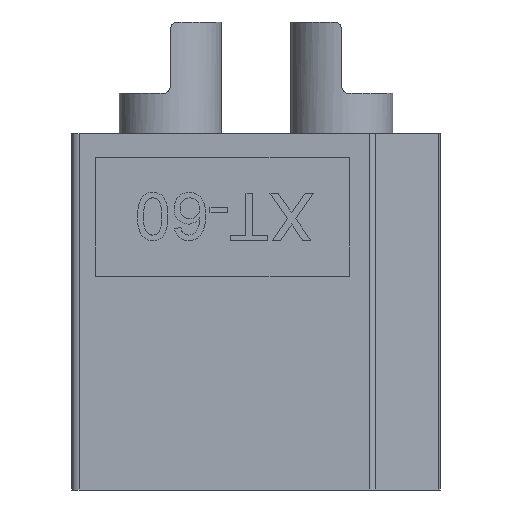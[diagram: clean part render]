
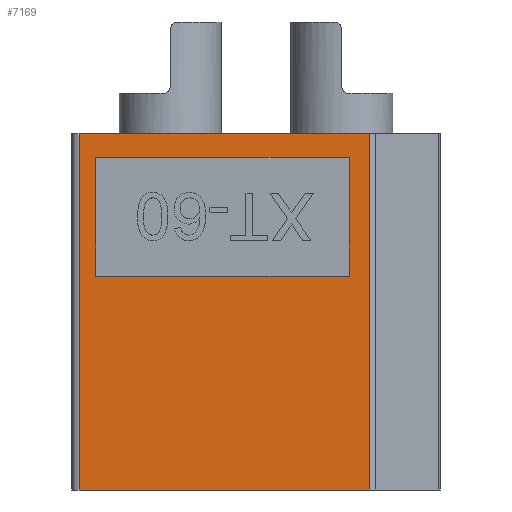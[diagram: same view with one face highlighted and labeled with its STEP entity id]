
A CAD part, front view. The second image highlights one B-rep face of the part: STEP entity #7169.
In plain terms, the highlighted planar face has unit normal (0, -1, 0).
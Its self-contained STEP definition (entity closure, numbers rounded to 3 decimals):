
#69 = LINE ( 'NONE', #3328, #1871 ) ;
#82 = DIRECTION ( 'NONE',  ( 1., 0., 0. ) ) ;
#128 = ORIENTED_EDGE ( 'NONE', *, *, #9393, .T. ) ;
#271 = ORIENTED_EDGE ( 'NONE', *, *, #2941, .T. ) ;
#474 = VERTEX_POINT ( 'NONE', #3426 ) ;
#713 = DIRECTION ( 'NONE',  ( 0., 0., -1. ) ) ;
#766 = CARTESIAN_POINT ( 'NONE',  ( 3.922, -4.05, 14. ) ) ;
#885 = CARTESIAN_POINT ( 'NONE',  ( 0., -4.05, 15. ) ) ;
#910 = EDGE_LOOP ( 'NONE', ( #1433, #9046, #271, #5528 ) ) ;
#1183 = FACE_OUTER_BOUND ( 'NONE', #910, .T. ) ;
#1315 = VECTOR ( 'NONE', #4034, 1000. ) ;
#1433 = ORIENTED_EDGE ( 'NONE', *, *, #1685, .F. ) ;
#1455 = EDGE_CURVE ( 'NONE', #3057, #9225, #3075, .T. ) ;
#1685 = EDGE_CURVE ( 'NONE', #3512, #474, #9052, .T. ) ;
#1770 = ORIENTED_EDGE ( 'NONE', *, *, #5494, .T. ) ;
#1871 = VECTOR ( 'NONE', #5662, 1000. ) ;
#1937 = AXIS2_PLACEMENT_3D ( 'NONE', #7837, #3537, #6827 ) ;
#2026 = LINE ( 'NONE', #2628, #7531 ) ;
#2256 = EDGE_CURVE ( 'NONE', #3512, #8040, #10424, .T. ) ;
#2628 = CARTESIAN_POINT ( 'NONE',  ( -6.75, -4.05, 9. ) ) ;
#2663 = VECTOR ( 'NONE', #713, 1000. ) ;
#2762 = CARTESIAN_POINT ( 'NONE',  ( -6.75, -4.05, 14. ) ) ;
#2941 = EDGE_CURVE ( 'NONE', #8040, #10312, #6757, .T. ) ;
#2993 = CARTESIAN_POINT ( 'NONE',  ( 4.797, -4.05, 15. ) ) ;
#3057 = VERTEX_POINT ( 'NONE', #2762 ) ;
#3075 = LINE ( 'NONE', #8679, #1315 ) ;
#3077 = CARTESIAN_POINT ( 'NONE',  ( -7.45, -4.05, 15. ) ) ;
#3191 = CARTESIAN_POINT ( 'NONE',  ( -6.75, -4.05, 9. ) ) ;
#3248 = CARTESIAN_POINT ( 'NONE',  ( -7.45, -4.05, 15. ) ) ;
#3255 = ORIENTED_EDGE ( 'NONE', *, *, #1455, .T. ) ;
#3328 = CARTESIAN_POINT ( 'NONE',  ( -6.75, -4.05, 14. ) ) ;
#3346 = CARTESIAN_POINT ( 'NONE',  ( 0., -4.05, 0. ) ) ;
#3426 = CARTESIAN_POINT ( 'NONE',  ( 4.797, -4.05, 15. ) ) ;
#3459 = DIRECTION ( 'NONE',  ( 0., 0., -1. ) ) ;
#3504 = VECTOR ( 'NONE', #7565, 1000. ) ;
#3512 = VERTEX_POINT ( 'NONE', #3248 ) ;
#3537 = DIRECTION ( 'NONE',  ( 0., 1., 0. ) ) ;
#3854 = EDGE_LOOP ( 'NONE', ( #4707, #3255, #1770, #128 ) ) ;
#4034 = DIRECTION ( 'NONE',  ( 1., 0., 0. ) ) ;
#4483 = CARTESIAN_POINT ( 'NONE',  ( 4.797, -4.05, 0. ) ) ;
#4707 = ORIENTED_EDGE ( 'NONE', *, *, #9207, .T. ) ;
#5364 = LINE ( 'NONE', #2993, #6163 ) ;
#5452 = VECTOR ( 'NONE', #82, 1000. ) ;
#5494 = EDGE_CURVE ( 'NONE', #9225, #9036, #7453, .T. ) ;
#5528 = ORIENTED_EDGE ( 'NONE', *, *, #9489, .T. ) ;
#5662 = DIRECTION ( 'NONE',  ( 0., 0., 1. ) ) ;
#6163 = VECTOR ( 'NONE', #7152, 1000. ) ;
#6175 = FACE_BOUND ( 'NONE', #3854, .T. ) ;
#6579 = CARTESIAN_POINT ( 'NONE',  ( 3.922, -4.05, 14. ) ) ;
#6757 = LINE ( 'NONE', #3346, #3504 ) ;
#6827 = DIRECTION ( 'NONE',  ( -1., 0., 0. ) ) ;
#7152 = DIRECTION ( 'NONE',  ( 0., 0., 1. ) ) ;
#7169 = ADVANCED_FACE ( 'NONE', ( #1183, #6175 ), #8477, .F. ) ;
#7453 = LINE ( 'NONE', #766, #8349 ) ;
#7531 = VECTOR ( 'NONE', #8500, 1000. ) ;
#7565 = DIRECTION ( 'NONE',  ( 1., 0., 0. ) ) ;
#7837 = CARTESIAN_POINT ( 'NONE',  ( 0., -4.05, 15. ) ) ;
#8040 = VERTEX_POINT ( 'NONE', #9712 ) ;
#8349 = VECTOR ( 'NONE', #3459, 1000. ) ;
#8477 = PLANE ( 'NONE',  #1937 ) ;
#8500 = DIRECTION ( 'NONE',  ( -1., 0., 0. ) ) ;
#8679 = CARTESIAN_POINT ( 'NONE',  ( -6.75, -4.05, 14. ) ) ;
#9036 = VERTEX_POINT ( 'NONE', #9051 ) ;
#9046 = ORIENTED_EDGE ( 'NONE', *, *, #2256, .T. ) ;
#9051 = CARTESIAN_POINT ( 'NONE',  ( 3.922, -4.05, 9. ) ) ;
#9052 = LINE ( 'NONE', #885, #5452 ) ;
#9207 = EDGE_CURVE ( 'NONE', #9759, #3057, #69, .T. ) ;
#9225 = VERTEX_POINT ( 'NONE', #6579 ) ;
#9393 = EDGE_CURVE ( 'NONE', #9036, #9759, #2026, .T. ) ;
#9489 = EDGE_CURVE ( 'NONE', #10312, #474, #5364, .T. ) ;
#9712 = CARTESIAN_POINT ( 'NONE',  ( -7.45, -4.05, 0. ) ) ;
#9759 = VERTEX_POINT ( 'NONE', #3191 ) ;
#10312 = VERTEX_POINT ( 'NONE', #4483 ) ;
#10424 = LINE ( 'NONE', #3077, #2663 ) ;
